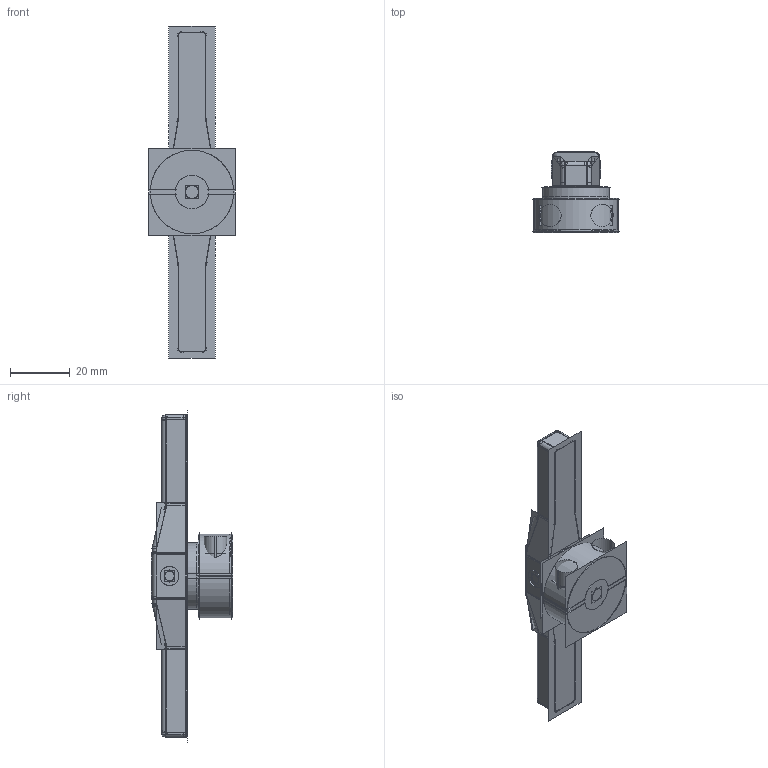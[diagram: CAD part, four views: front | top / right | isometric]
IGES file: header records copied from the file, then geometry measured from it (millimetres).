
Start section:  PTC IGES file: ilcm44520510_asm.igs
Global section: file name: ilcm44520510_asm.igs; native system: Pro/ENGINEER by Parametric Technology Corporation; preprocessor: 2004290; author: KR; organization: Unknown; date: 060516.090313; units: millimetre
Bounding box: 29.07 x 27.3 x 111.21 mm (x, y, z)
Surface area: 25197.2 mm2 (no closed solid volume)
Topology: 0 solids, 0 shells, 306 faces, 3292 edges, 3836 vertices
Faces by surface type: revolution 188, bspline 118
